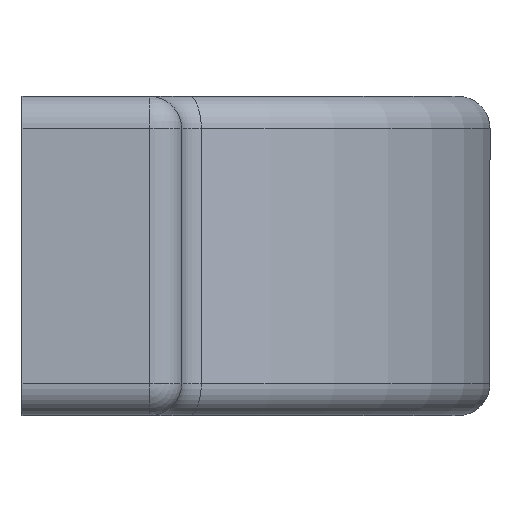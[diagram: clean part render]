
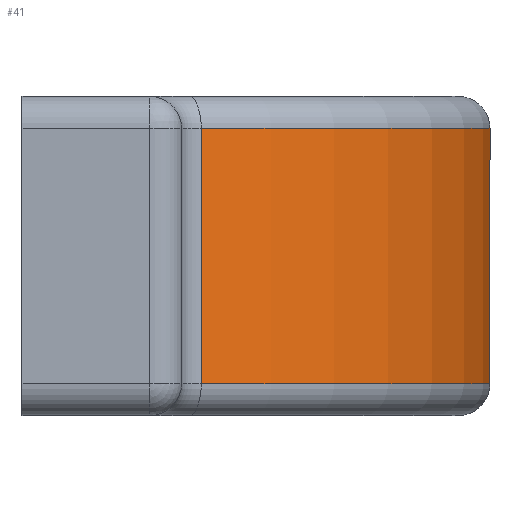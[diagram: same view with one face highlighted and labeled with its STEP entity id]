
A CAD part, left-side view. The second image highlights one B-rep face of the part: STEP entity #41.
In plain terms, the highlighted cylindrical face has radius 14.668 mm (diameter 29.337 mm), a partial arc.
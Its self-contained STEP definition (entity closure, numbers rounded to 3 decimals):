
#2 = CARTESIAN_POINT ( 'NONE',  ( -16.786, -17.2, 9.865 ) ) ;
#9 = EDGE_CURVE ( 'NONE', #672, #385, #609, .T. ) ;
#10 = DIRECTION ( 'NONE',  ( 0., 0., -1. ) ) ;
#41 = ADVANCED_FACE ( 'NONE', ( #462 ), #220, .T. ) ;
#68 = CARTESIAN_POINT ( 'NONE',  ( 10.315, -17.2, 17.865 ) ) ;
#75 = CARTESIAN_POINT ( 'NONE',  ( -3.236, -11.583, 9.865 ) ) ;
#178 = DIRECTION ( 'NONE',  ( -1., 0., 0. ) ) ;
#220 = CYLINDRICAL_SURFACE ( 'NONE', #518, 14.668 ) ;
#231 = DIRECTION ( 'NONE',  ( 0., 0., 1. ) ) ;
#234 = CARTESIAN_POINT ( 'NONE',  ( -3.236, -11.583, 17.865 ) ) ;
#282 = CARTESIAN_POINT ( 'NONE',  ( -16.786, -17.2, 8.865 ) ) ;
#310 = AXIS2_PLACEMENT_3D ( 'NONE', #234, #10, #178 ) ;
#315 = ORIENTED_EDGE ( 'NONE', *, *, #391, .T. ) ;
#339 = EDGE_CURVE ( 'NONE', #713, #672, #497, .T. ) ;
#369 = ORIENTED_EDGE ( 'NONE', *, *, #9, .T. ) ;
#371 = DIRECTION ( 'NONE',  ( 0., 0., 1. ) ) ;
#385 = VERTEX_POINT ( 'NONE', #615 ) ;
#391 = EDGE_CURVE ( 'NONE', #733, #713, #408, .T. ) ;
#408 = CIRCLE ( 'NONE', #310, 14.668 ) ;
#432 = LINE ( 'NONE', #952, #677 ) ;
#462 = FACE_OUTER_BOUND ( 'NONE', #716, .T. ) ;
#497 = LINE ( 'NONE', #282, #644 ) ;
#512 = DIRECTION ( 'NONE',  ( 0., 0., -1. ) ) ;
#518 = AXIS2_PLACEMENT_3D ( 'NONE', #622, #745, #544 ) ;
#544 = DIRECTION ( 'NONE',  ( 1., 0., 0. ) ) ;
#567 = ORIENTED_EDGE ( 'NONE', *, *, #631, .T. ) ;
#595 = CARTESIAN_POINT ( 'NONE',  ( -16.786, -17.2, 17.865 ) ) ;
#609 = CIRCLE ( 'NONE', #660, 14.668 ) ;
#615 = CARTESIAN_POINT ( 'NONE',  ( 10.315, -17.2, 9.865 ) ) ;
#622 = CARTESIAN_POINT ( 'NONE',  ( -3.236, -11.583, 8.865 ) ) ;
#631 = EDGE_CURVE ( 'NONE', #385, #733, #432, .T. ) ;
#644 = VECTOR ( 'NONE', #512, 1000. ) ;
#660 = AXIS2_PLACEMENT_3D ( 'NONE', #75, #231, #825 ) ;
#672 = VERTEX_POINT ( 'NONE', #2 ) ;
#677 = VECTOR ( 'NONE', #371, 1000. ) ;
#713 = VERTEX_POINT ( 'NONE', #595 ) ;
#716 = EDGE_LOOP ( 'NONE', ( #315, #890, #369, #567 ) ) ;
#733 = VERTEX_POINT ( 'NONE', #68 ) ;
#745 = DIRECTION ( 'NONE',  ( 0., 0., 1. ) ) ;
#825 = DIRECTION ( 'NONE',  ( -1., 0., 0. ) ) ;
#890 = ORIENTED_EDGE ( 'NONE', *, *, #339, .T. ) ;
#952 = CARTESIAN_POINT ( 'NONE',  ( 10.315, -17.2, 8.865 ) ) ;
